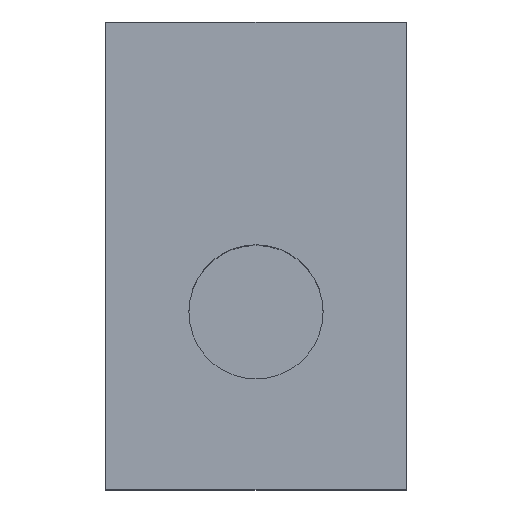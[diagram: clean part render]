
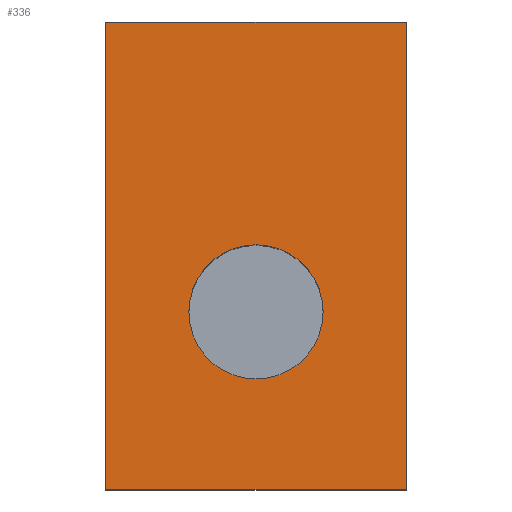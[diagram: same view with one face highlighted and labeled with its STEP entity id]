
A CAD part, top view. The second image highlights one B-rep face of the part: STEP entity #336.
In plain terms, the highlighted planar face has unit normal (0, 0, 1).
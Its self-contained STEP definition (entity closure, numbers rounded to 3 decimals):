
#5=DIRECTION('',(0.,-1.,0.));
#6=VECTOR('',#5,8.7);
#7=CARTESIAN_POINT('',(0.,4.35,7.5));
#8=LINE('',#7,#6);
#63=DIRECTION('',(1.,0.,0.));
#64=VECTOR('',#63,5.6);
#65=CARTESIAN_POINT('',(0.,-4.35,7.5));
#66=LINE('',#65,#64);
#67=DIRECTION('',(1.,0.,0.));
#68=VECTOR('',#67,5.6);
#69=CARTESIAN_POINT('',(0.,4.35,7.5));
#70=LINE('',#69,#68);
#71=CARTESIAN_POINT('',(2.8,-1.05,7.5));
#72=DIRECTION('',(0.,0.,1.));
#73=DIRECTION('',(0.,-1.,0.));
#74=AXIS2_PLACEMENT_3D('',#71,#72,#73);
#76=CARTESIAN_POINT('',(2.8,-1.05,7.5));
#77=DIRECTION('',(0.,0.,1.));
#78=DIRECTION('',(0.,1.,0.));
#79=AXIS2_PLACEMENT_3D('',#76,#77,#78);
#97=DIRECTION('',(0.,-1.,0.));
#98=VECTOR('',#97,8.7);
#99=CARTESIAN_POINT('',(5.6,4.35,7.5));
#100=LINE('',#99,#98);
#174=CARTESIAN_POINT('',(0.,4.35,7.5));
#176=VERTEX_POINT('',#174);
#177=CARTESIAN_POINT('',(0.,-4.35,7.5));
#178=VERTEX_POINT('',#177);
#184=CARTESIAN_POINT('',(5.6,4.35,7.5));
#186=VERTEX_POINT('',#184);
#187=CARTESIAN_POINT('',(5.6,-4.35,7.5));
#188=VERTEX_POINT('',#187);
#221=CARTESIAN_POINT('',(2.8,-2.3,7.5));
#222=CARTESIAN_POINT('',(2.8,0.2,7.5));
#223=VERTEX_POINT('',#221);
#224=VERTEX_POINT('',#222);
#318=CARTESIAN_POINT('',(0.,4.35,7.5));
#319=DIRECTION('',(0.,0.,1.));
#320=DIRECTION('',(0.,-1.,0.));
#321=AXIS2_PLACEMENT_3D('',#318,#319,#320);
#322=PLANE('',#321);
#323=ORIENTED_EDGE('',*,*,#232,.F.);
#324=ORIENTED_EDGE('',*,*,#265,.T.);
#326=ORIENTED_EDGE('',*,*,#325,.T.);
#327=ORIENTED_EDGE('',*,*,#310,.F.);
#328=EDGE_LOOP('',(#323,#324,#326,#327));
#329=FACE_OUTER_BOUND('',#328,.F.);
#331=ORIENTED_EDGE('',*,*,#330,.T.);
#333=ORIENTED_EDGE('',*,*,#332,.T.);
#334=EDGE_LOOP('',(#331,#333));
#335=FACE_BOUND('',#334,.F.);
#75=CIRCLE('',#74,1.25);
#80=CIRCLE('',#79,1.25);
#232=EDGE_CURVE('',#176,#178,#8,.T.);
#265=EDGE_CURVE('',#176,#186,#70,.T.);
#310=EDGE_CURVE('',#178,#188,#66,.T.);
#325=EDGE_CURVE('',#186,#188,#100,.T.);
#330=EDGE_CURVE('',#223,#224,#75,.T.);
#332=EDGE_CURVE('',#224,#223,#80,.T.);
#336=ADVANCED_FACE('',(#329,#335),#322,.T.);
